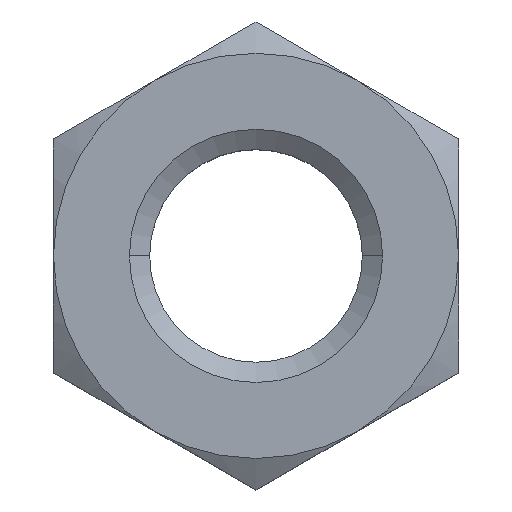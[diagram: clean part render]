
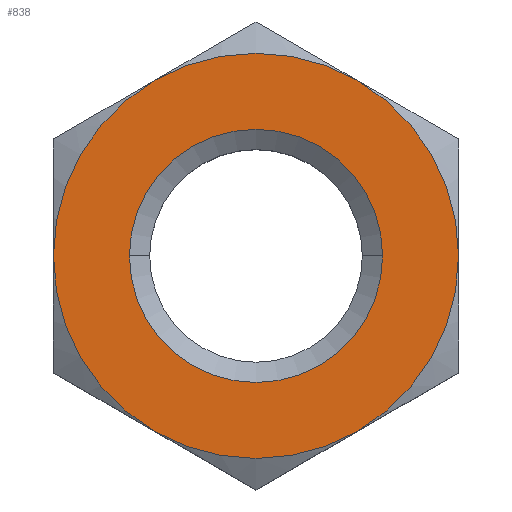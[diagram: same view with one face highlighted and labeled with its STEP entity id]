
A CAD part, top view. The second image highlights one B-rep face of the part: STEP entity #838.
In plain terms, the highlighted planar face has unit normal (0, 0, 1).
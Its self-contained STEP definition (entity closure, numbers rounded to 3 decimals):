
#1 = AXIS2_PLACEMENT_3D ( 'NONE', #382, #229, #780 ) ;
#3 = CIRCLE ( 'NONE', #523, 4. ) ;
#38 = CIRCLE ( 'NONE', #715, 2.5 ) ;
#50 = AXIS2_PLACEMENT_3D ( 'NONE', #403, #497, #625 ) ;
#54 = EDGE_CURVE ( 'NONE', #818, #731, #461, .T. ) ;
#125 = CIRCLE ( 'NONE', #506, 4. ) ;
#128 = PLANE ( 'NONE',  #50 ) ;
#131 = AXIS2_PLACEMENT_3D ( 'NONE', #351, #413, #361 ) ;
#133 = ORIENTED_EDGE ( 'NONE', *, *, #503, .F. ) ;
#134 = FACE_OUTER_BOUND ( 'NONE', #878, .T. ) ;
#135 = VERTEX_POINT ( 'NONE', #168 ) ;
#140 = CARTESIAN_POINT ( 'NONE',  ( 0., 0., 0. ) ) ;
#168 = CARTESIAN_POINT ( 'NONE',  ( -2., -3.464, 0. ) ) ;
#169 = EDGE_CURVE ( 'NONE', #499, #794, #773, .T. ) ;
#170 = CIRCLE ( 'NONE', #643, 4. ) ;
#184 = DIRECTION ( 'NONE',  ( 0., 0., 1. ) ) ;
#186 = VERTEX_POINT ( 'NONE', #847 ) ;
#196 = CARTESIAN_POINT ( 'NONE',  ( 2., -3.464, 0. ) ) ;
#213 = AXIS2_PLACEMENT_3D ( 'NONE', #703, #435, #311 ) ;
#229 = DIRECTION ( 'NONE',  ( 0., 0., 1. ) ) ;
#231 = CIRCLE ( 'NONE', #213, 4. ) ;
#254 = ORIENTED_EDGE ( 'NONE', *, *, #54, .T. ) ;
#283 = CARTESIAN_POINT ( 'NONE',  ( 2., 3.464, 0. ) ) ;
#291 = ORIENTED_EDGE ( 'NONE', *, *, #718, .T. ) ;
#292 = DIRECTION ( 'NONE',  ( 1., 0., 0. ) ) ;
#294 = EDGE_LOOP ( 'NONE', ( #638, #133 ) ) ;
#299 = DIRECTION ( 'NONE',  ( 1., 0., 0. ) ) ;
#307 = EDGE_CURVE ( 'NONE', #794, #135, #3, .T. ) ;
#311 = DIRECTION ( 'NONE',  ( 1., 0., 0. ) ) ;
#329 = DIRECTION ( 'NONE',  ( 0., 0., 1. ) ) ;
#351 = CARTESIAN_POINT ( 'NONE',  ( 0., 0., 0. ) ) ;
#361 = DIRECTION ( 'NONE',  ( 1., 0., 0. ) ) ;
#382 = CARTESIAN_POINT ( 'NONE',  ( 0., 0., 0. ) ) ;
#403 = CARTESIAN_POINT ( 'NONE',  ( -8., 0., 0. ) ) ;
#409 = CARTESIAN_POINT ( 'NONE',  ( 0., 0., 0. ) ) ;
#413 = DIRECTION ( 'NONE',  ( 0., 0., 1. ) ) ;
#431 = ORIENTED_EDGE ( 'NONE', *, *, #169, .T. ) ;
#435 = DIRECTION ( 'NONE',  ( 0., 0., 1. ) ) ;
#441 = VERTEX_POINT ( 'NONE', #283 ) ;
#448 = EDGE_CURVE ( 'NONE', #802, #186, #599, .T. ) ;
#449 = DIRECTION ( 'NONE',  ( 0., 0., 1. ) ) ;
#461 = CIRCLE ( 'NONE', #131, 4. ) ;
#468 = ORIENTED_EDGE ( 'NONE', *, *, #583, .T. ) ;
#497 = DIRECTION ( 'NONE',  ( 0., 0., 1. ) ) ;
#499 = VERTEX_POINT ( 'NONE', #758 ) ;
#503 = EDGE_CURVE ( 'NONE', #186, #802, #38, .T. ) ;
#506 = AXIS2_PLACEMENT_3D ( 'NONE', #634, #449, #299 ) ;
#523 = AXIS2_PLACEMENT_3D ( 'NONE', #529, #329, #602 ) ;
#529 = CARTESIAN_POINT ( 'NONE',  ( 0., 0., 0. ) ) ;
#550 = CARTESIAN_POINT ( 'NONE',  ( -4., 0., 0. ) ) ;
#551 = DIRECTION ( 'NONE',  ( 0., 0., 1. ) ) ;
#563 = CARTESIAN_POINT ( 'NONE',  ( 0., 0., 0. ) ) ;
#583 = EDGE_CURVE ( 'NONE', #731, #441, #125, .T. ) ;
#589 = EDGE_CURVE ( 'NONE', #441, #499, #231, .T. ) ;
#599 = CIRCLE ( 'NONE', #610, 2.5 ) ;
#602 = DIRECTION ( 'NONE',  ( 1., 0., 0. ) ) ;
#609 = CARTESIAN_POINT ( 'NONE',  ( 4., 0., 0. ) ) ;
#610 = AXIS2_PLACEMENT_3D ( 'NONE', #563, #551, #292 ) ;
#625 = DIRECTION ( 'NONE',  ( 1., 0., 0. ) ) ;
#634 = CARTESIAN_POINT ( 'NONE',  ( 0., 0., 0. ) ) ;
#638 = ORIENTED_EDGE ( 'NONE', *, *, #448, .F. ) ;
#643 = AXIS2_PLACEMENT_3D ( 'NONE', #409, #184, #684 ) ;
#675 = ORIENTED_EDGE ( 'NONE', *, *, #589, .T. ) ;
#684 = DIRECTION ( 'NONE',  ( 1., 0., 0. ) ) ;
#703 = CARTESIAN_POINT ( 'NONE',  ( 0., 0., 0. ) ) ;
#704 = ORIENTED_EDGE ( 'NONE', *, *, #307, .T. ) ;
#715 = AXIS2_PLACEMENT_3D ( 'NONE', #140, #830, #810 ) ;
#718 = EDGE_CURVE ( 'NONE', #135, #818, #170, .T. ) ;
#731 = VERTEX_POINT ( 'NONE', #609 ) ;
#758 = CARTESIAN_POINT ( 'NONE',  ( -2., 3.464, 0. ) ) ;
#773 = CIRCLE ( 'NONE', #1, 4. ) ;
#780 = DIRECTION ( 'NONE',  ( 1., 0., 0. ) ) ;
#793 = CARTESIAN_POINT ( 'NONE',  ( 2.5, 0., 0. ) ) ;
#794 = VERTEX_POINT ( 'NONE', #550 ) ;
#802 = VERTEX_POINT ( 'NONE', #793 ) ;
#810 = DIRECTION ( 'NONE',  ( 1., 0., 0. ) ) ;
#818 = VERTEX_POINT ( 'NONE', #196 ) ;
#830 = DIRECTION ( 'NONE',  ( 0., 0., 1. ) ) ;
#838 = ADVANCED_FACE ( 'NONE', ( #875, #134 ), #128, .T. ) ;
#847 = CARTESIAN_POINT ( 'NONE',  ( -2.5, 0., 0. ) ) ;
#875 = FACE_BOUND ( 'NONE', #294, .T. ) ;
#878 = EDGE_LOOP ( 'NONE', ( #254, #468, #675, #431, #704, #291 ) ) ;
